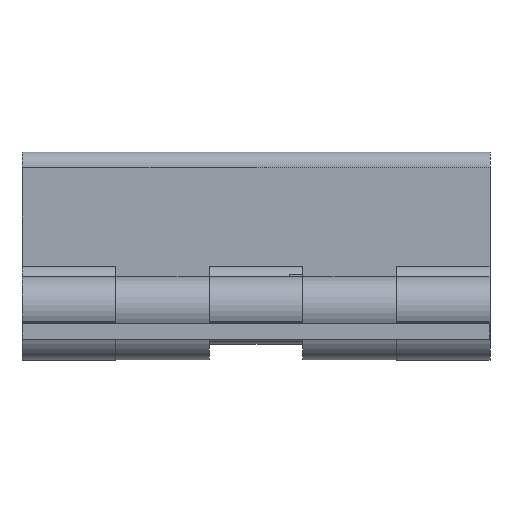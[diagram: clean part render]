
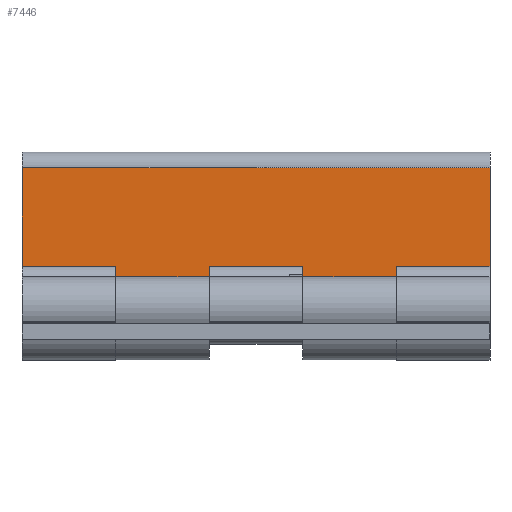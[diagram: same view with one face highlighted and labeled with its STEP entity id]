
A CAD part, left-side view. The second image highlights one B-rep face of the part: STEP entity #7446.
In plain terms, the highlighted planar face has unit normal (-1, 0, 0).
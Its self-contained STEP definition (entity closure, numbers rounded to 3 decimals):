
#29 = EDGE_CURVE ( 'NONE', #1181, #2086, #2235, .T. ) ;
#63 = CARTESIAN_POINT ( 'NONE',  ( 3., 45., 0. ) ) ;
#79 = EDGE_CURVE ( 'NONE', #6779, #1786, #999, .T. ) ;
#91 = LINE ( 'NONE', #7534, #6406 ) ;
#157 = ORIENTED_EDGE ( 'NONE', *, *, #7768, .T. ) ;
#347 = CARTESIAN_POINT ( 'NONE',  ( 3., 27., 0. ) ) ;
#378 = EDGE_CURVE ( 'NONE', #5407, #7639, #944, .T. ) ;
#527 = DIRECTION ( 'NONE',  ( 0., -1., 0. ) ) ;
#540 = VECTOR ( 'NONE', #7508, 1000. ) ;
#631 = DIRECTION ( 'NONE',  ( 0., 0., 1. ) ) ;
#690 = CARTESIAN_POINT ( 'NONE',  ( 3., 9., 0. ) ) ;
#776 = EDGE_CURVE ( 'NONE', #5407, #1091, #3680, .T. ) ;
#779 = CARTESIAN_POINT ( 'NONE',  ( 3., 45., 8. ) ) ;
#838 = ORIENTED_EDGE ( 'NONE', *, *, #5208, .F. ) ;
#886 = LINE ( 'NONE', #4927, #3858 ) ;
#944 = LINE ( 'NONE', #63, #540 ) ;
#999 = LINE ( 'NONE', #5023, #4375 ) ;
#1091 = VERTEX_POINT ( 'NONE', #1370 ) ;
#1181 = VERTEX_POINT ( 'NONE', #4381 ) ;
#1208 = LINE ( 'NONE', #347, #7490 ) ;
#1244 = VECTOR ( 'NONE', #1971, 1000. ) ;
#1370 = CARTESIAN_POINT ( 'NONE',  ( 3., 27., 8. ) ) ;
#1390 = CARTESIAN_POINT ( 'NONE',  ( 3., 45., 0. ) ) ;
#1500 = CARTESIAN_POINT ( 'NONE',  ( 3., -27., 0. ) ) ;
#1567 = VECTOR ( 'NONE', #3843, 1000. ) ;
#1576 = CARTESIAN_POINT ( 'NONE',  ( 3., -45., 27. ) ) ;
#1645 = LINE ( 'NONE', #779, #6180 ) ;
#1648 = EDGE_CURVE ( 'NONE', #2086, #6779, #91, .T. ) ;
#1685 = AXIS2_PLACEMENT_3D ( 'NONE', #3411, #2540, #1718 ) ;
#1718 = DIRECTION ( 'NONE',  ( 0., 0., -1. ) ) ;
#1786 = VERTEX_POINT ( 'NONE', #1856 ) ;
#1856 = CARTESIAN_POINT ( 'NONE',  ( 3., -9., 8. ) ) ;
#1866 = ORIENTED_EDGE ( 'NONE', *, *, #378, .F. ) ;
#1971 = DIRECTION ( 'NONE',  ( 0., -1., 0. ) ) ;
#2043 = VECTOR ( 'NONE', #5476, 1000. ) ;
#2086 = VERTEX_POINT ( 'NONE', #690 ) ;
#2235 = LINE ( 'NONE', #1390, #4152 ) ;
#2285 = LINE ( 'NONE', #6297, #2043 ) ;
#2339 = LINE ( 'NONE', #1500, #7256 ) ;
#2371 = ORIENTED_EDGE ( 'NONE', *, *, #29, .T. ) ;
#2411 = VERTEX_POINT ( 'NONE', #5706 ) ;
#2540 = DIRECTION ( 'NONE',  ( 1., 0., 0. ) ) ;
#2610 = ORIENTED_EDGE ( 'NONE', *, *, #776, .T. ) ;
#2730 = EDGE_CURVE ( 'NONE', #3222, #5788, #7101, .T. ) ;
#2764 = ORIENTED_EDGE ( 'NONE', *, *, #1648, .T. ) ;
#2820 = CARTESIAN_POINT ( 'NONE',  ( 3., 45., 8. ) ) ;
#3140 = CARTESIAN_POINT ( 'NONE',  ( 3., 9., 8. ) ) ;
#3222 = VERTEX_POINT ( 'NONE', #5545 ) ;
#3411 = CARTESIAN_POINT ( 'NONE',  ( 3., 45., 0. ) ) ;
#3680 = LINE ( 'NONE', #2820, #1244 ) ;
#3817 = FACE_OUTER_BOUND ( 'NONE', #8265, .T. ) ;
#3843 = DIRECTION ( 'NONE',  ( 0., 0., -1. ) ) ;
#3858 = VECTOR ( 'NONE', #4097, 1000. ) ;
#3969 = VERTEX_POINT ( 'NONE', #4416 ) ;
#4097 = DIRECTION ( 'NONE',  ( 0., -1., 0. ) ) ;
#4137 = VECTOR ( 'NONE', #5431, 1000. ) ;
#4152 = VECTOR ( 'NONE', #527, 1000. ) ;
#4199 = DIRECTION ( 'NONE',  ( 0., -1., 0. ) ) ;
#4276 = ORIENTED_EDGE ( 'NONE', *, *, #2730, .T. ) ;
#4375 = VECTOR ( 'NONE', #4199, 1000. ) ;
#4381 = CARTESIAN_POINT ( 'NONE',  ( 3., 27., 0. ) ) ;
#4416 = CARTESIAN_POINT ( 'NONE',  ( 3., -27., 0. ) ) ;
#4576 = EDGE_CURVE ( 'NONE', #2411, #3969, #2285, .T. ) ;
#4683 = EDGE_CURVE ( 'NONE', #1786, #2411, #5519, .T. ) ;
#4691 = CARTESIAN_POINT ( 'NONE',  ( 3., -9., 0. ) ) ;
#4913 = EDGE_CURVE ( 'NONE', #4917, #3222, #1645, .T. ) ;
#4917 = VERTEX_POINT ( 'NONE', #7358 ) ;
#4927 = CARTESIAN_POINT ( 'NONE',  ( 3., 45., 27. ) ) ;
#5023 = CARTESIAN_POINT ( 'NONE',  ( 3., 45., 8. ) ) ;
#5101 = ORIENTED_EDGE ( 'NONE', *, *, #4913, .T. ) ;
#5204 = ORIENTED_EDGE ( 'NONE', *, *, #4683, .T. ) ;
#5208 = EDGE_CURVE ( 'NONE', #7639, #5788, #886, .T. ) ;
#5407 = VERTEX_POINT ( 'NONE', #6482 ) ;
#5431 = DIRECTION ( 'NONE',  ( 0., 0., 1. ) ) ;
#5476 = DIRECTION ( 'NONE',  ( 0., -1., 0. ) ) ;
#5519 = LINE ( 'NONE', #4691, #1567 ) ;
#5545 = CARTESIAN_POINT ( 'NONE',  ( 3., -45., 8. ) ) ;
#5697 = ORIENTED_EDGE ( 'NONE', *, *, #4576, .T. ) ;
#5706 = CARTESIAN_POINT ( 'NONE',  ( 3., -9., 0. ) ) ;
#5788 = VERTEX_POINT ( 'NONE', #1576 ) ;
#6180 = VECTOR ( 'NONE', #8214, 1000. ) ;
#6248 = CARTESIAN_POINT ( 'NONE',  ( 3., -45., 0. ) ) ;
#6297 = CARTESIAN_POINT ( 'NONE',  ( 3., 45., 0. ) ) ;
#6406 = VECTOR ( 'NONE', #6672, 1000. ) ;
#6482 = CARTESIAN_POINT ( 'NONE',  ( 3., 45., 8. ) ) ;
#6672 = DIRECTION ( 'NONE',  ( 0., 0., 1. ) ) ;
#6779 = VERTEX_POINT ( 'NONE', #3140 ) ;
#6890 = ORIENTED_EDGE ( 'NONE', *, *, #79, .T. ) ;
#6917 = EDGE_CURVE ( 'NONE', #3969, #4917, #2339, .T. ) ;
#7101 = LINE ( 'NONE', #6248, #4137 ) ;
#7256 = VECTOR ( 'NONE', #631, 1000. ) ;
#7274 = CARTESIAN_POINT ( 'NONE',  ( 3., 45., 27. ) ) ;
#7358 = CARTESIAN_POINT ( 'NONE',  ( 3., -27., 8. ) ) ;
#7446 = ADVANCED_FACE ( 'NONE', ( #3817 ), #7633, .F. ) ;
#7490 = VECTOR ( 'NONE', #7785, 1000. ) ;
#7508 = DIRECTION ( 'NONE',  ( 0., 0., 1. ) ) ;
#7534 = CARTESIAN_POINT ( 'NONE',  ( 3., 9., 0. ) ) ;
#7633 = PLANE ( 'NONE',  #1685 ) ;
#7639 = VERTEX_POINT ( 'NONE', #7274 ) ;
#7768 = EDGE_CURVE ( 'NONE', #1091, #1181, #1208, .T. ) ;
#7785 = DIRECTION ( 'NONE',  ( 0., 0., -1. ) ) ;
#7985 = ORIENTED_EDGE ( 'NONE', *, *, #6917, .T. ) ;
#8214 = DIRECTION ( 'NONE',  ( 0., -1., 0. ) ) ;
#8265 = EDGE_LOOP ( 'NONE', ( #7985, #5101, #4276, #838, #1866, #2610, #157, #2371, #2764, #6890, #5204, #5697 ) ) ;
